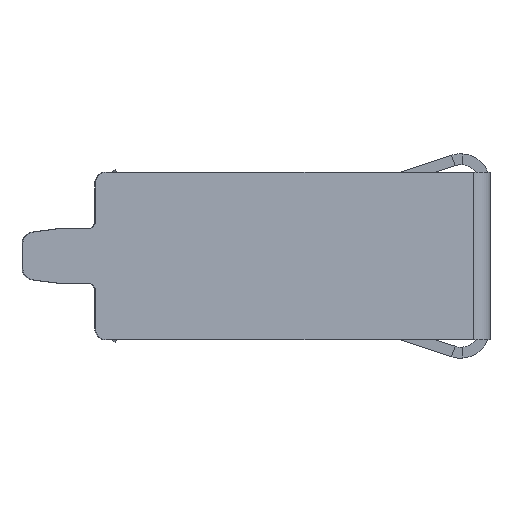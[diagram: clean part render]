
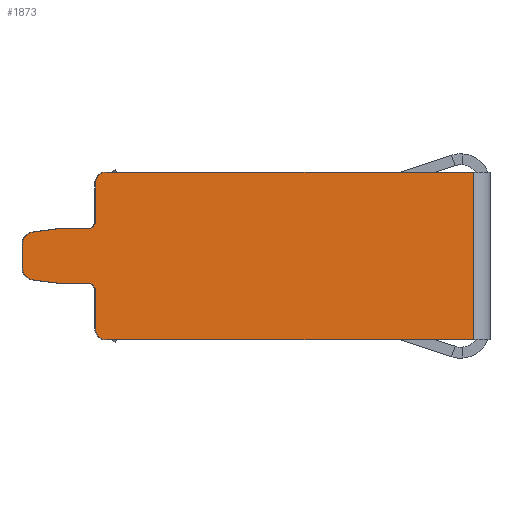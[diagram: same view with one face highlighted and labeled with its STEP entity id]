
A CAD part, left-side view. The second image highlights one B-rep face of the part: STEP entity #1873.
In plain terms, the highlighted planar face has unit normal (-0.996, -0.087, 0).
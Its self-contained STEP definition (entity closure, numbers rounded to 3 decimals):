
#52 = AXIS2_PLACEMENT_3D ( 'NONE', #3075, #3074, #3070 ) ;
#61 = CIRCLE ( 'NONE', #52, 0.3 ) ;
#142 = VECTOR ( 'NONE', #2999, 1000. ) ;
#150 = AXIS2_PLACEMENT_3D ( 'NONE', #1932, #1933, #1928 ) ;
#151 = CIRCLE ( 'NONE', #150, 0.3 ) ;
#158 = AXIS2_PLACEMENT_3D ( 'NONE', #1942, #1937, #1938 ) ;
#161 = VECTOR ( 'NONE', #1944, 1000. ) ;
#163 = CIRCLE ( 'NONE', #158, 0.2 ) ;
#166 = VECTOR ( 'NONE', #1952, 1000. ) ;
#167 = AXIS2_PLACEMENT_3D ( 'NONE', #1953, #1954, #1955 ) ;
#169 = CIRCLE ( 'NONE', #167, 0.3 ) ;
#171 = AXIS2_PLACEMENT_3D ( 'NONE', #1963, #1964, #1959 ) ;
#173 = CIRCLE ( 'NONE', #171, 0.3 ) ;
#181 = AXIS2_PLACEMENT_3D ( 'NONE', #1981, #1976, #1977 ) ;
#185 = CIRCLE ( 'NONE', #181, 0.2 ) ;
#187 = AXIS2_PLACEMENT_3D ( 'NONE', #1988, #1989, #1984 ) ;
#189 = CIRCLE ( 'NONE', #187, 0.3 ) ;
#190 = VECTOR ( 'NONE', #1991, 1000. ) ;
#196 = VECTOR ( 'NONE', #3264, 1000. ) ;
#254 = VECTOR ( 'NONE', #2056, 1000. ) ;
#259 = VECTOR ( 'NONE', #2042, 1000. ) ;
#260 = VECTOR ( 'NONE', #2094, 1000. ) ;
#290 = CIRCLE ( 'NONE', #305, 0.3 ) ;
#305 = AXIS2_PLACEMENT_3D ( 'NONE', #2252, #2251, #2250 ) ;
#306 = VECTOR ( 'NONE', #2247, 1000. ) ;
#351 = ORIENTED_EDGE ( 'NONE', *, *, #1782, .F. ) ;
#352 = ORIENTED_EDGE ( 'NONE', *, *, #1612, .F. ) ;
#353 = ORIENTED_EDGE ( 'NONE', *, *, #1614, .F. ) ;
#354 = ORIENTED_EDGE ( 'NONE', *, *, #1607, .T. ) ;
#355 = ORIENTED_EDGE ( 'NONE', *, *, #1689, .F. ) ;
#356 = ORIENTED_EDGE ( 'NONE', *, *, #1555, .F. ) ;
#357 = ORIENTED_EDGE ( 'NONE', *, *, #1474, .F. ) ;
#358 = ORIENTED_EDGE ( 'NONE', *, *, #1635, .F. ) ;
#359 = ORIENTED_EDGE ( 'NONE', *, *, #1683, .T. ) ;
#360 = ORIENTED_EDGE ( 'NONE', *, *, #1724, .T. ) ;
#361 = ORIENTED_EDGE ( 'NONE', *, *, #1725, .T. ) ;
#362 = ORIENTED_EDGE ( 'NONE', *, *, #1638, .T. ) ;
#363 = ORIENTED_EDGE ( 'NONE', *, *, #1629, .T. ) ;
#364 = ORIENTED_EDGE ( 'NONE', *, *, #1628, .T. ) ;
#365 = ORIENTED_EDGE ( 'NONE', *, *, #1633, .T. ) ;
#366 = ORIENTED_EDGE ( 'NONE', *, *, #1625, .T. ) ;
#367 = ORIENTED_EDGE ( 'NONE', *, *, #1691, .T. ) ;
#368 = ORIENTED_EDGE ( 'NONE', *, *, #1618, .F. ) ;
#719 = VERTEX_POINT ( 'NONE', #1468 ) ;
#721 = VERTEX_POINT ( 'NONE', #1470 ) ;
#723 = VERTEX_POINT ( 'NONE', #3268 ) ;
#725 = VERTEX_POINT ( 'NONE', #3046 ) ;
#727 = VERTEX_POINT ( 'NONE', #3054 ) ;
#729 = VERTEX_POINT ( 'NONE', #3227 ) ;
#731 = VERTEX_POINT ( 'NONE', #3110 ) ;
#733 = VERTEX_POINT ( 'NONE', #3083 ) ;
#735 = VERTEX_POINT ( 'NONE', #3069 ) ;
#737 = VERTEX_POINT ( 'NONE', #3079 ) ;
#739 = VERTEX_POINT ( 'NONE', #3058 ) ;
#741 = VERTEX_POINT ( 'NONE', #3155 ) ;
#743 = VERTEX_POINT ( 'NONE', #3349 ) ;
#745 = VERTEX_POINT ( 'NONE', #2904 ) ;
#747 = VERTEX_POINT ( 'NONE', #2908 ) ;
#749 = VERTEX_POINT ( 'NONE', #3321 ) ;
#751 = VERTEX_POINT ( 'NONE', #3307 ) ;
#753 = VERTEX_POINT ( 'NONE', #3320 ) ;
#925 = EDGE_LOOP ( 'NONE', ( #352, #353, #354, #351, #355, #356, #357, #358, #359, #360, #361, #362, #363, #364, #365, #366, #367, #368 ) ) ;
#970 = LINE ( 'NONE', #2972, #142 ) ;
#1099 = LINE ( 'NONE', #3327, #196 ) ;
#1103 = LINE ( 'NONE', #1990, #190 ) ;
#1114 = LINE ( 'NONE', #1951, #166 ) ;
#1118 = LINE ( 'NONE', #1943, #161 ) ;
#1167 = LINE ( 'NONE', #2055, #254 ) ;
#1173 = LINE ( 'NONE', #2041, #259 ) ;
#1176 = LINE ( 'NONE', #2040, #260 ) ;
#1202 = LINE ( 'NONE', #2248, #306 ) ;
#1243 = LINE ( 'NONE', #2372, #2620 ) ;
#1324 = FACE_OUTER_BOUND ( 'NONE', #925, .T. ) ;
#1468 = CARTESIAN_POINT ( 'NONE',  ( -5.69, 0.456, -2.3 ) ) ;
#1470 = CARTESIAN_POINT ( 'NONE',  ( -6.569, 10.501, -2.3 ) ) ;
#1474 = EDGE_CURVE ( 'NONE', #747, #749, #970, .T. ) ;
#1555 = EDGE_CURVE ( 'NONE', #749, #751, #61, .T. ) ;
#1607 = EDGE_CURVE ( 'NONE', #721, #719, #1099, .T. ) ;
#1612 = EDGE_CURVE ( 'NONE', #723, #725, #1103, .T. ) ;
#1614 = EDGE_CURVE ( 'NONE', #721, #723, #189, .T. ) ;
#1618 = EDGE_CURVE ( 'NONE', #725, #727, #185, .T. ) ;
#1625 = EDGE_CURVE ( 'NONE', #731, #729, #173, .T. ) ;
#1628 = EDGE_CURVE ( 'NONE', #735, #733, #169, .T. ) ;
#1629 = EDGE_CURVE ( 'NONE', #737, #735, #1114, .T. ) ;
#1633 = EDGE_CURVE ( 'NONE', #733, #731, #1118, .T. ) ;
#1635 = EDGE_CURVE ( 'NONE', #745, #747, #163, .T. ) ;
#1638 = EDGE_CURVE ( 'NONE', #739, #737, #151, .T. ) ;
#1683 = EDGE_CURVE ( 'NONE', #745, #743, #1167, .T. ) ;
#1689 = EDGE_CURVE ( 'NONE', #751, #753, #1173, .T. ) ;
#1691 = EDGE_CURVE ( 'NONE', #729, #727, #1176, .T. ) ;
#1724 = EDGE_CURVE ( 'NONE', #743, #741, #290, .T. ) ;
#1725 = EDGE_CURVE ( 'NONE', #741, #739, #1202, .T. ) ;
#1782 = EDGE_CURVE ( 'NONE', #753, #719, #1243, .T. ) ;
#1873 = ADVANCED_FACE ( 'NONE', ( #1324 ), #2444, .T. ) ;
#1928 = DIRECTION ( 'NONE',  ( 0.087, -0.996, 0. ) ) ;
#1932 = CARTESIAN_POINT ( 'NONE',  ( -6.743, 12.494, 0.355 ) ) ;
#1933 = DIRECTION ( 'NONE',  ( -0.996, -0.087, 0. ) ) ;
#1937 = DIRECTION ( 'NONE',  ( -0.996, -0.087, 0. ) ) ;
#1938 = DIRECTION ( 'NONE',  ( 0.087, -0.996, 0. ) ) ;
#1942 = CARTESIAN_POINT ( 'NONE',  ( -6.612, 10.999, 0.95 ) ) ;
#1943 = CARTESIAN_POINT ( 'NONE',  ( -6.684, 11.816, -0.747 ) ) ;
#1944 = DIRECTION ( 'NONE',  ( 0.086, -0.988, -0.131 ) ) ;
#1951 = CARTESIAN_POINT ( 'NONE',  ( -6.769, 12.792, -2.3 ) ) ;
#1952 = DIRECTION ( 'NONE',  ( 0., 0., -1. ) ) ;
#1953 = CARTESIAN_POINT ( 'NONE',  ( -6.743, 12.494, -0.355 ) ) ;
#1954 = DIRECTION ( 'NONE',  ( -0.996, -0.087, 0. ) ) ;
#1955 = DIRECTION ( 'NONE',  ( 0.087, -0.996, 0. ) ) ;
#1959 = DIRECTION ( 'NONE',  ( 0.087, -0.996, 0. ) ) ;
#1963 = CARTESIAN_POINT ( 'NONE',  ( -6.68, 11.777, -0.45 ) ) ;
#1964 = DIRECTION ( 'NONE',  ( -0.996, -0.087, 0. ) ) ;
#1976 = DIRECTION ( 'NONE',  ( -0.996, -0.087, 0. ) ) ;
#1977 = DIRECTION ( 'NONE',  ( 0.087, -0.996, 0. ) ) ;
#1981 = CARTESIAN_POINT ( 'NONE',  ( -6.612, 10.999, -0.95 ) ) ;
#1984 = DIRECTION ( 'NONE',  ( 0.087, -0.996, 0. ) ) ;
#1988 = CARTESIAN_POINT ( 'NONE',  ( -6.569, 10.501, -2. ) ) ;
#1989 = DIRECTION ( 'NONE',  ( 0.996, 0.087, 0. ) ) ;
#1990 = CARTESIAN_POINT ( 'NONE',  ( -6.595, 10.8, -2.3 ) ) ;
#1991 = DIRECTION ( 'NONE',  ( 0., 0., 1. ) ) ;
#2040 = CARTESIAN_POINT ( 'NONE',  ( -5.65, 0., -0.75 ) ) ;
#2041 = CARTESIAN_POINT ( 'NONE',  ( -5.65, 0., 2.3 ) ) ;
#2042 = DIRECTION ( 'NONE',  ( 0.087, -0.996, 0. ) ) ;
#2055 = CARTESIAN_POINT ( 'NONE',  ( -5.65, 0., 0.75 ) ) ;
#2056 = DIRECTION ( 'NONE',  ( -0.087, 0.996, 0. ) ) ;
#2094 = DIRECTION ( 'NONE',  ( 0.087, -0.996, 0. ) ) ;
#2247 = DIRECTION ( 'NONE',  ( -0.086, 0.988, -0.131 ) ) ;
#2248 = CARTESIAN_POINT ( 'NONE',  ( -6.684, 11.816, 0.747 ) ) ;
#2250 = DIRECTION ( 'NONE',  ( 0.087, -0.996, 0. ) ) ;
#2251 = DIRECTION ( 'NONE',  ( -0.996, -0.087, 0. ) ) ;
#2252 = CARTESIAN_POINT ( 'NONE',  ( -6.68, 11.777, 0.45 ) ) ;
#2371 = DIRECTION ( 'NONE',  ( 0., 0., -1. ) ) ;
#2372 = CARTESIAN_POINT ( 'NONE',  ( -5.69, 0.456, -2.3 ) ) ;
#2441 = DIRECTION ( 'NONE',  ( 0.087, -0.996, 0. ) ) ;
#2442 = DIRECTION ( 'NONE',  ( -0.996, -0.087, 0. ) ) ;
#2443 = CARTESIAN_POINT ( 'NONE',  ( -5.65, 0., -2.3 ) ) ;
#2444 = PLANE ( 'NONE',  #3409 ) ;
#2620 = VECTOR ( 'NONE', #2371, 1000. ) ;
#2904 = CARTESIAN_POINT ( 'NONE',  ( -6.612, 10.999, 0.75 ) ) ;
#2908 = CARTESIAN_POINT ( 'NONE',  ( -6.595, 10.8, 0.95 ) ) ;
#2972 = CARTESIAN_POINT ( 'NONE',  ( -6.595, 10.8, -2.3 ) ) ;
#2999 = DIRECTION ( 'NONE',  ( 0., 0., 1. ) ) ;
#3046 = CARTESIAN_POINT ( 'NONE',  ( -6.595, 10.8, -0.95 ) ) ;
#3054 = CARTESIAN_POINT ( 'NONE',  ( -6.612, 10.999, -0.75 ) ) ;
#3058 = CARTESIAN_POINT ( 'NONE',  ( -6.746, 12.533, 0.653 ) ) ;
#3069 = CARTESIAN_POINT ( 'NONE',  ( -6.769, 12.792, -0.355 ) ) ;
#3070 = DIRECTION ( 'NONE',  ( 0.087, -0.996, 0. ) ) ;
#3074 = DIRECTION ( 'NONE',  ( 0.996, 0.087, 0. ) ) ;
#3075 = CARTESIAN_POINT ( 'NONE',  ( -6.569, 10.501, 2. ) ) ;
#3079 = CARTESIAN_POINT ( 'NONE',  ( -6.769, 12.792, 0.355 ) ) ;
#3083 = CARTESIAN_POINT ( 'NONE',  ( -6.746, 12.533, -0.653 ) ) ;
#3110 = CARTESIAN_POINT ( 'NONE',  ( -6.684, 11.816, -0.747 ) ) ;
#3155 = CARTESIAN_POINT ( 'NONE',  ( -6.684, 11.816, 0.747 ) ) ;
#3227 = CARTESIAN_POINT ( 'NONE',  ( -6.68, 11.777, -0.75 ) ) ;
#3264 = DIRECTION ( 'NONE',  ( 0.087, -0.996, 0. ) ) ;
#3268 = CARTESIAN_POINT ( 'NONE',  ( -6.595, 10.8, -2. ) ) ;
#3307 = CARTESIAN_POINT ( 'NONE',  ( -6.569, 10.501, 2.3 ) ) ;
#3320 = CARTESIAN_POINT ( 'NONE',  ( -5.69, 0.456, 2.3 ) ) ;
#3321 = CARTESIAN_POINT ( 'NONE',  ( -6.595, 10.8, 2. ) ) ;
#3327 = CARTESIAN_POINT ( 'NONE',  ( -5.65, 0., -2.3 ) ) ;
#3349 = CARTESIAN_POINT ( 'NONE',  ( -6.68, 11.777, 0.75 ) ) ;
#3409 = AXIS2_PLACEMENT_3D ( 'NONE', #2443, #2442, #2441 ) ;
